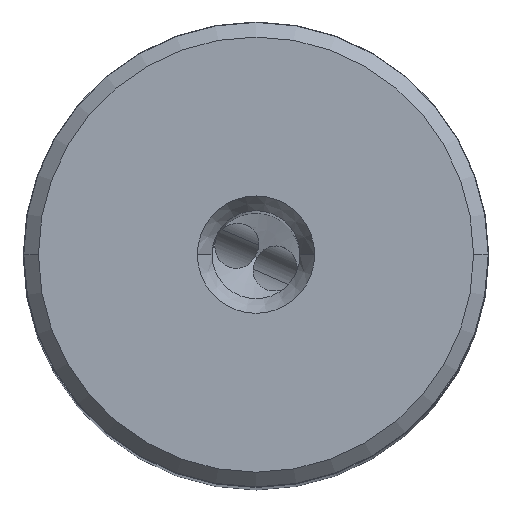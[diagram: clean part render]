
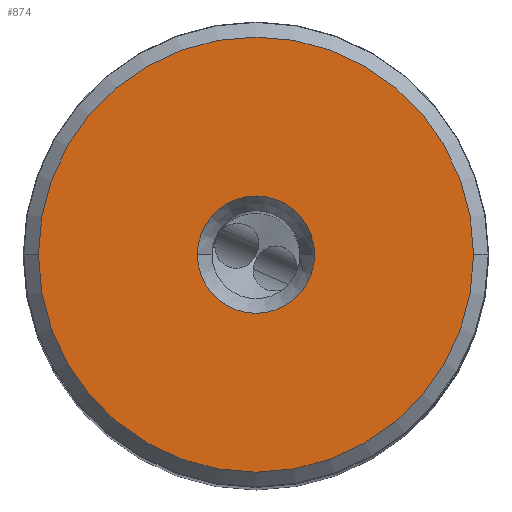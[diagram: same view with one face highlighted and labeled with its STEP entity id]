
A CAD part, top view. The second image highlights one B-rep face of the part: STEP entity #874.
In plain terms, the highlighted planar face has unit normal (0, 0, 1).
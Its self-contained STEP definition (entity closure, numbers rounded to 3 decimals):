
#252=PLANE('',#5769);
#291=FACE_BOUND('',#1508,.T.);
#292=FACE_BOUND('',#1509,.T.);
#874=ADVANCED_FACE('',(#291,#292),#252,.T.);
#1508=EDGE_LOOP('',(#2777,#2778));
#1509=EDGE_LOOP('',(#2779,#2780));
#1810=CIRCLE('',#5764,4.);
#1811=CIRCLE('',#5766,14.84);
#1812=CIRCLE('',#5767,14.84);
#1813=CIRCLE('',#5768,4.);
#2777=ORIENTED_EDGE('',*,*,#4711,.F.);
#2778=ORIENTED_EDGE('',*,*,#4712,.F.);
#2779=ORIENTED_EDGE('',*,*,#4713,.F.);
#2780=ORIENTED_EDGE('',*,*,#4710,.F.);
#4019=VERTEX_POINT('',#11207);
#4020=VERTEX_POINT('',#11209);
#4021=VERTEX_POINT('',#11213);
#4022=VERTEX_POINT('',#11214);
#4710=EDGE_CURVE('',#4020,#4019,#1810,.T.);
#4711=EDGE_CURVE('',#4021,#4022,#1811,.T.);
#4712=EDGE_CURVE('',#4022,#4021,#1812,.T.);
#4713=EDGE_CURVE('',#4019,#4020,#1813,.T.);
#5764=AXIS2_PLACEMENT_3D('',#11210,#6824,#6825);
#5766=AXIS2_PLACEMENT_3D('',#11212,#6828,#6829);
#5767=AXIS2_PLACEMENT_3D('',#11215,#6830,#6831);
#5768=AXIS2_PLACEMENT_3D('',#11216,#6832,#6833);
#5769=AXIS2_PLACEMENT_3D('',#11217,#6834,#6835);
#6824=DIRECTION('',(0.,0.,1.));
#6825=DIRECTION('',(-1.,0.,0.));
#6828=DIRECTION('',(0.,0.,-1.));
#6829=DIRECTION('',(1.,0.,0.));
#6830=DIRECTION('',(0.,0.,-1.));
#6831=DIRECTION('',(-1.,0.,0.));
#6832=DIRECTION('',(0.,0.,1.));
#6833=DIRECTION('',(1.,0.,0.));
#6834=DIRECTION('',(0.,0.,1.));
#6835=DIRECTION('',(-1.,0.,0.));
#11207=CARTESIAN_POINT('',(4.,0.,0.));
#11209=CARTESIAN_POINT('',(-4.,0.,0.));
#11210=CARTESIAN_POINT('',(0.,0.,0.));
#11212=CARTESIAN_POINT('',(0.,0.,0.));
#11213=CARTESIAN_POINT('',(14.84,0.,0.));
#11214=CARTESIAN_POINT('',(-14.84,0.,0.));
#11215=CARTESIAN_POINT('',(0.,0.,0.));
#11216=CARTESIAN_POINT('',(0.,0.,0.));
#11217=CARTESIAN_POINT('',(0.,0.,0.));
